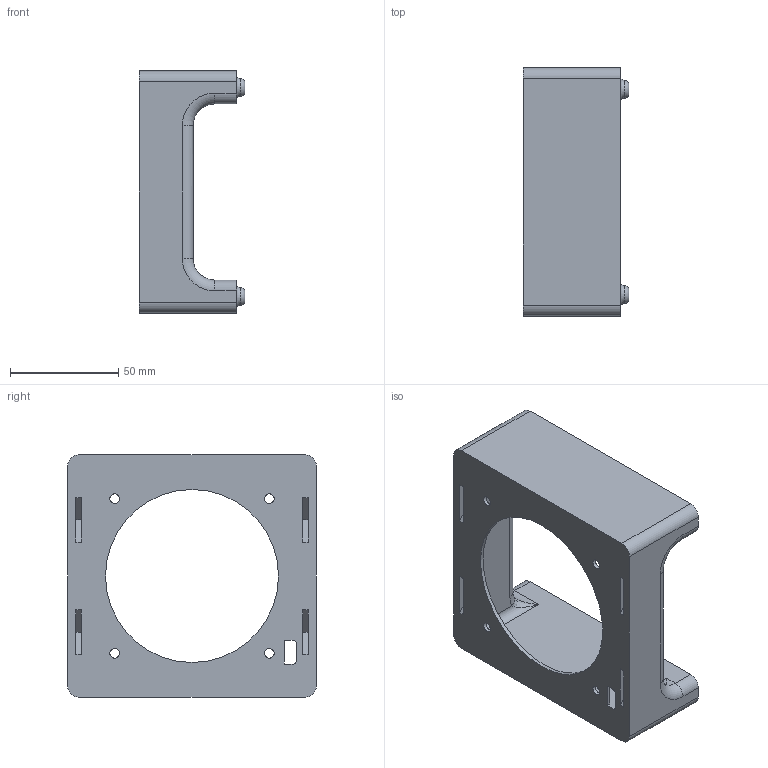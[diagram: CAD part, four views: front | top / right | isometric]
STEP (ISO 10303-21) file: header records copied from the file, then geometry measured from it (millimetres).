
FILE_DESCRIPTION(/* description */ ('STEP AP242','CAx-IF Rec.Pracs.---Representation and Presentation of Product Manufacturing Information (PMI)---4.0---2014-10-13','CAx-IF Rec.Pracs.---3D Tessellated Geometry---0.4---2014-09-14','2;1'),/* implementation_level */ '2;1');
FILE_NAME(/* name */ 'base',/* time_stamp */ '2025-10-08T01:31:00Z',/* author */ (''),/* organization */ (''),/* preprocessor_version */ 'ST-DEVELOPER v20');
FILE_SCHEMA (('AP242_MANAGED_MODEL_BASED_3D_ENGINEERING_MIM_LF { 1 0 10303 442 1 1 4 }'));
Length unit declared in the file: metre
Products named in the file (2): Base
Assembly tree (1 placements, depth 2):
  Base
    Base
Bounding box: 49 x 115 x 112 mm (x, y, z)
Volume: 224060.4 mm3; surface area: 45333.1 mm2
Topology: 1 solids, 1 shells, 96 faces, 234 edges, 141 vertices
Faces by surface type: plane 39, cylinder 31, torus 18, bspline 8
Full cylindrical faces by diameter (mm): 4.5 x4, 80 x1
Entity records: 2937 total; most frequent: CARTESIAN_POINT 703, DIRECTION 464, ORIENTED_EDGE 430, EDGE_CURVE 215, AXIS2_PLACEMENT_3D 176, VERTEX_POINT 141, EDGE_LOOP 128, FACE_BOUND 128
